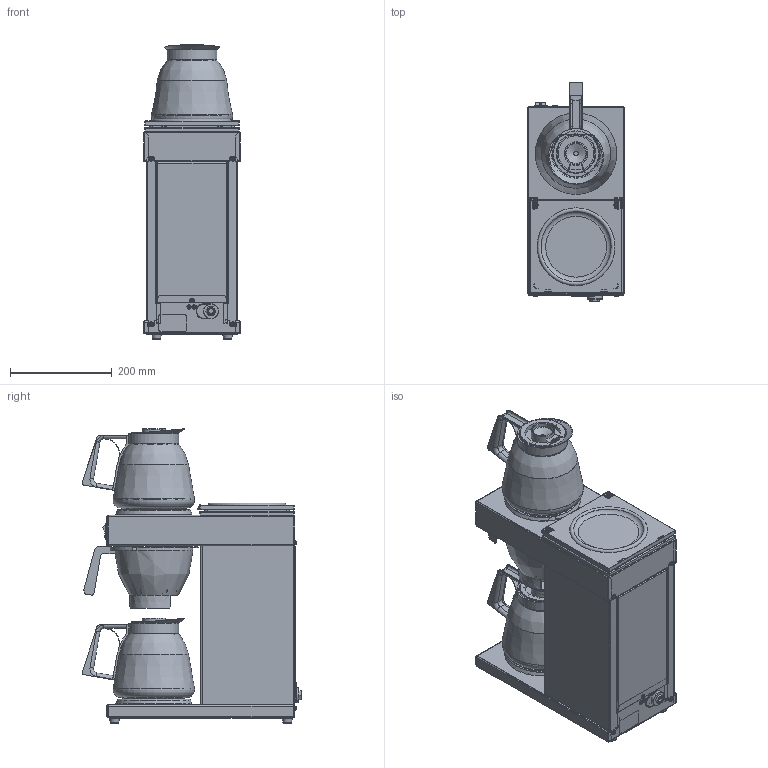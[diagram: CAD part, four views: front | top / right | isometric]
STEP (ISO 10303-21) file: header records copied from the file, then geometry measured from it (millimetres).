
FILE_DESCRIPTION(/* description */ (''),/* implementation_level */ '2;1');
FILE_NAME(/* name */ '10380.stp',/* time_stamp */ '2016-11-16T09:48:47+01:00',/* author */ ('roland'),/* organization */ (''),/* preprocessor_version */ 'ST-DEVELOPER v16.5',/* originating_system */ 'Autodesk Inventor 2017',/* authorisation */ '');
FILE_SCHEMA (('AUTOMOTIVE_DESIGN { 1 0 10303 214 3 1 1 }'));
Products named in the file (1): 10380
Bounding box: 190 x 431.77 x 579.11 mm (x, y, z)
Volume: 1440706.1 mm3; surface area: 2050834 mm2
Topology: 4 solids, 32 shells, 3977 faces, 10418 edges, 6463 vertices
Faces by surface type: plane 1885, cylinder 929, bspline 479, torus 353, cone 236, sphere 95
Full cylindrical faces by diameter (mm): 1.6 x8, 1.7 x8, 3 x5, 3.2 x2, 3.501 x11, 3.6 x4, 4 x7, 4.3 x4, 4.5 x1, 5 x7, 5.5 x1, 6.5 x4, 6.7 x3, 7 x8, 8 x10, 9 x4, 10 x4, 10.2 x1, 11.8 x1, 12 x2, 14 x2, 17 x2, 19 x1, 20 x1, 29.5 x1, 42 x2, 46 x2, 76 x2, 98 x2, 122.6 x2
Entity records: 134733 total; most frequent: CARTESIAN_POINT 37193, ORIENTED_EDGE 19810, DIRECTION 19096, EDGE_CURVE 9887, AXIS2_PLACEMENT_3D 6856, VERTEX_POINT 6349, LINE 5384, VECTOR 5384
